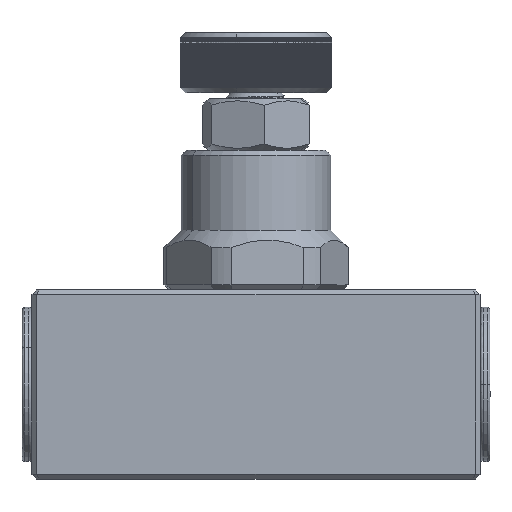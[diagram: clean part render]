
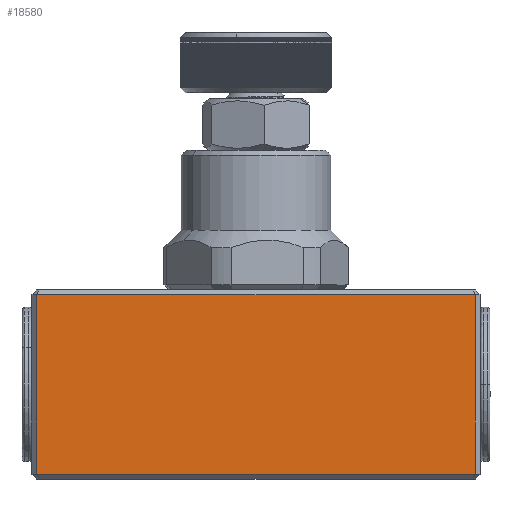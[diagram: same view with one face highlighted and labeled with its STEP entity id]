
A CAD part, front view. The second image highlights one B-rep face of the part: STEP entity #18580.
In plain terms, the highlighted planar face has unit normal (0, -1, 0).
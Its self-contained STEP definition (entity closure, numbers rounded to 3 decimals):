
#369 = ORIENTED_EDGE ( 'NONE', *, *, #58439, .F. ) ;
#1896 = AXIS2_PLACEMENT_3D ( 'NONE', #34956, #53249, #16883 ) ;
#4380 = VECTOR ( 'NONE', #8009, 1000. ) ;
#6176 = DIRECTION ( 'NONE',  ( 0., 0., 1. ) ) ;
#6934 = CARTESIAN_POINT ( 'NONE',  ( 259.963, 192.767, 18.5 ) ) ;
#8009 = DIRECTION ( 'NONE',  ( 1., 0., 0. ) ) ;
#9149 = CARTESIAN_POINT ( 'NONE',  ( 259.963, 192.767, 0.5 ) ) ;
#9192 = ORIENTED_EDGE ( 'NONE', *, *, #72202, .F. ) ;
#12184 = LINE ( 'NONE', #14594, #26496 ) ;
#13385 = DIRECTION ( 'NONE',  ( 0., 0., -1. ) ) ;
#14594 = CARTESIAN_POINT ( 'NONE',  ( 259.963, 192.767, 0.5 ) ) ;
#16883 = DIRECTION ( 'NONE',  ( 0., 0., 1. ) ) ;
#17101 = VECTOR ( 'NONE', #6176, 1000. ) ;
#18350 = ORIENTED_EDGE ( 'NONE', *, *, #25000, .F. ) ;
#18424 = ORIENTED_EDGE ( 'NONE', *, *, #71170, .F. ) ;
#18580 = ADVANCED_FACE ( 'NONE', ( #49727 ), #28833, .F. ) ;
#20620 = LINE ( 'NONE', #68343, #4380 ) ;
#20716 = DIRECTION ( 'NONE',  ( -1., 0., 0. ) ) ;
#22728 = VERTEX_POINT ( 'NONE', #54201 ) ;
#24673 = LINE ( 'NONE', #73933, #51264 ) ;
#25000 = EDGE_CURVE ( 'NONE', #66543, #58415, #49375, .T. ) ;
#26496 = VECTOR ( 'NONE', #20716, 1000. ) ;
#28833 = PLANE ( 'NONE',  #1896 ) ;
#33148 = VERTEX_POINT ( 'NONE', #38929 ) ;
#34956 = CARTESIAN_POINT ( 'NONE',  ( 259.963, 192.767, 19. ) ) ;
#38929 = CARTESIAN_POINT ( 'NONE',  ( 303.963, 192.767, 18.5 ) ) ;
#49375 = LINE ( 'NONE', #60647, #17101 ) ;
#49727 = FACE_OUTER_BOUND ( 'NONE', #77760, .T. ) ;
#51264 = VECTOR ( 'NONE', #13385, 1000. ) ;
#53249 = DIRECTION ( 'NONE',  ( 0., 1., 0. ) ) ;
#54201 = CARTESIAN_POINT ( 'NONE',  ( 303.963, 192.767, 0.5 ) ) ;
#58415 = VERTEX_POINT ( 'NONE', #6934 ) ;
#58439 = EDGE_CURVE ( 'NONE', #33148, #22728, #24673, .T. ) ;
#60647 = CARTESIAN_POINT ( 'NONE',  ( 259.963, 192.767, 19. ) ) ;
#66543 = VERTEX_POINT ( 'NONE', #9149 ) ;
#68343 = CARTESIAN_POINT ( 'NONE',  ( 259.963, 192.767, 18.5 ) ) ;
#71170 = EDGE_CURVE ( 'NONE', #22728, #66543, #12184, .T. ) ;
#72202 = EDGE_CURVE ( 'NONE', #58415, #33148, #20620, .T. ) ;
#73933 = CARTESIAN_POINT ( 'NONE',  ( 303.963, 192.767, 19. ) ) ;
#77760 = EDGE_LOOP ( 'NONE', ( #9192, #18350, #18424, #369 ) ) ;
